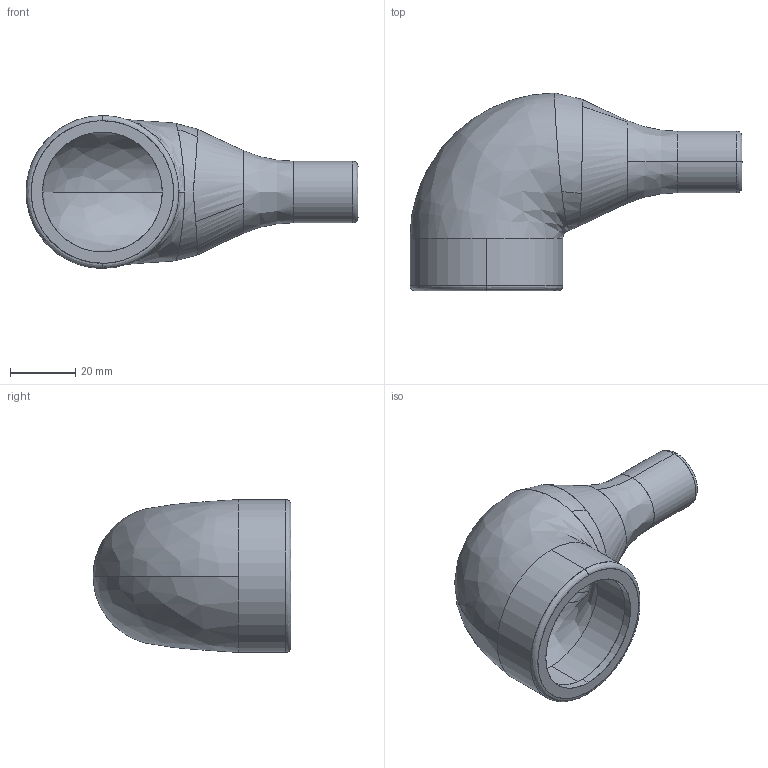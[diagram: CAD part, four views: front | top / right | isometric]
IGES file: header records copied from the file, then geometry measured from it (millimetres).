
Start section: SolidWorks IGES file using analytic representation for surfaces
Global section: file name: NU4RL.IGS; native system: SolidWorks 2013; preprocessor: SolidWorks 2013; author: office; date: 150225.132517; units: inch
Bounding box: 102.11 x 60.83 x 46.99 mm (x, y, z)
Surface area: 23243.1 mm2 (no closed solid volume)
Topology: 0 solids, 0 shells, 34 faces, 680 edges, 680 vertices
Faces by surface type: bspline 24, revolution 10
